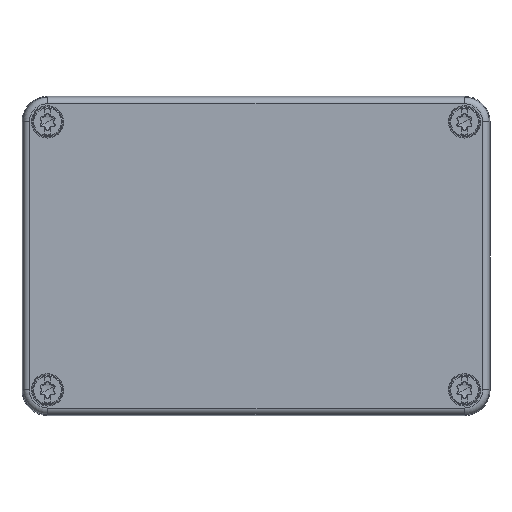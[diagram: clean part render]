
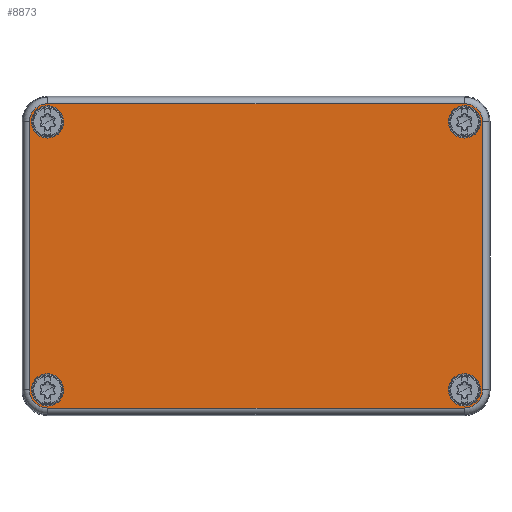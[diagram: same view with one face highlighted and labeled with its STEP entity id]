
A CAD part, top view. The second image highlights one B-rep face of the part: STEP entity #8873.
In plain terms, the highlighted planar face has unit normal (0, 0, 1).
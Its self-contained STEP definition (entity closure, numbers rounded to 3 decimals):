
#5657=AXIS2_PLACEMENT_3D('Circle Axis2P3D',#5655,#5656,$) ;
#5705=AXIS2_PLACEMENT_3D('Circle Axis2P3D',#5703,#5704,$) ;
#5753=AXIS2_PLACEMENT_3D('Circle Axis2P3D',#5751,#5752,$) ;
#5794=AXIS2_PLACEMENT_3D('Circle Axis2P3D',#5792,#5793,$) ;
#8771=AXIS2_PLACEMENT_3D('Circle Axis2P3D',#8769,#8770,$) ;
#8790=AXIS2_PLACEMENT_3D('Circle Axis2P3D',#8788,#8789,$) ;
#8803=AXIS2_PLACEMENT_3D('Plane Axis2P3D',#8800,#8801,#8802) ;
#8821=AXIS2_PLACEMENT_3D('Circle Axis2P3D',#8819,#8820,$) ;
#8830=AXIS2_PLACEMENT_3D('Circle Axis2P3D',#8828,#8829,$) ;
#8839=AXIS2_PLACEMENT_3D('Circle Axis2P3D',#8837,#8838,$) ;
#8848=AXIS2_PLACEMENT_3D('Circle Axis2P3D',#8846,#8847,$) ;
#8857=AXIS2_PLACEMENT_3D('Circle Axis2P3D',#8855,#8856,$) ;
#8866=AXIS2_PLACEMENT_3D('Circle Axis2P3D',#8864,#8865,$) ;
#5621=CARTESIAN_POINT('Vertex',(104.,73.264,56.5)) ;
#5628=CARTESIAN_POINT('Vertex',(6.,73.264,56.5)) ;
#5631=CARTESIAN_POINT('Line Origine',(59.017,73.264,56.5)) ;
#5652=CARTESIAN_POINT('Vertex',(1.736,69.,56.5)) ;
#5655=CARTESIAN_POINT('Axis2P3D Location',(6.,69.,56.5)) ;
#5676=CARTESIAN_POINT('Vertex',(1.736,6.,56.5)) ;
#5679=CARTESIAN_POINT('Line Origine',(1.736,37.5,56.5)) ;
#5700=CARTESIAN_POINT('Vertex',(6.,1.736,56.5)) ;
#5703=CARTESIAN_POINT('Axis2P3D Location',(6.,6.,56.5)) ;
#5724=CARTESIAN_POINT('Vertex',(104.,1.736,56.5)) ;
#5727=CARTESIAN_POINT('Line Origine',(55.,1.736,56.5)) ;
#5748=CARTESIAN_POINT('Vertex',(108.264,6.,56.5)) ;
#5751=CARTESIAN_POINT('Axis2P3D Location',(104.,6.,56.5)) ;
#5772=CARTESIAN_POINT('Vertex',(108.264,69.,56.5)) ;
#5775=CARTESIAN_POINT('Line Origine',(108.264,37.5,56.5)) ;
#5792=CARTESIAN_POINT('Axis2P3D Location',(104.,69.,56.5)) ;
#8766=CARTESIAN_POINT('Vertex',(105.822,9.335,56.5)) ;
#8769=CARTESIAN_POINT('Axis2P3D Location',(104.,6.,56.5)) ;
#8773=CARTESIAN_POINT('Vertex',(102.178,2.665,56.5)) ;
#8788=CARTESIAN_POINT('Axis2P3D Location',(104.,6.,56.5)) ;
#8800=CARTESIAN_POINT('Axis2P3D Location',(55.,37.5,56.5)) ;
#8819=CARTESIAN_POINT('Axis2P3D Location',(6.,6.,56.5)) ;
#8823=CARTESIAN_POINT('Vertex',(4.178,2.665,56.5)) ;
#8825=CARTESIAN_POINT('Vertex',(7.822,9.335,56.5)) ;
#8828=CARTESIAN_POINT('Axis2P3D Location',(6.,6.,56.5)) ;
#8837=CARTESIAN_POINT('Axis2P3D Location',(104.,69.,56.5)) ;
#8841=CARTESIAN_POINT('Vertex',(102.178,65.665,56.5)) ;
#8843=CARTESIAN_POINT('Vertex',(105.822,72.335,56.5)) ;
#8846=CARTESIAN_POINT('Axis2P3D Location',(104.,69.,56.5)) ;
#8855=CARTESIAN_POINT('Axis2P3D Location',(6.,69.,56.5)) ;
#8859=CARTESIAN_POINT('Vertex',(4.178,65.665,56.5)) ;
#8861=CARTESIAN_POINT('Vertex',(7.822,72.335,56.5)) ;
#8864=CARTESIAN_POINT('Axis2P3D Location',(6.,69.,56.5)) ;
#5632=DIRECTION('Vector Direction',(-1.,0.,0.)) ;
#5656=DIRECTION('Axis2P3D Direction',(0.,0.,-1.)) ;
#5680=DIRECTION('Vector Direction',(0.,-1.,0.)) ;
#5704=DIRECTION('Axis2P3D Direction',(0.,0.,-1.)) ;
#5728=DIRECTION('Vector Direction',(-1.,0.,0.)) ;
#5752=DIRECTION('Axis2P3D Direction',(0.,0.,-1.)) ;
#5776=DIRECTION('Vector Direction',(0.,1.,0.)) ;
#5793=DIRECTION('Axis2P3D Direction',(0.,0.,-1.)) ;
#8770=DIRECTION('Axis2P3D Direction',(0.,0.,1.)) ;
#8789=DIRECTION('Axis2P3D Direction',(0.,0.,1.)) ;
#8801=DIRECTION('Axis2P3D Direction',(0.,0.,-1.)) ;
#8802=DIRECTION('Axis2P3D XDirection',(1.,0.,0.)) ;
#8820=DIRECTION('Axis2P3D Direction',(0.,0.,-1.)) ;
#8829=DIRECTION('Axis2P3D Direction',(0.,0.,-1.)) ;
#8838=DIRECTION('Axis2P3D Direction',(0.,0.,-1.)) ;
#8847=DIRECTION('Axis2P3D Direction',(0.,0.,-1.)) ;
#8856=DIRECTION('Axis2P3D Direction',(0.,0.,-1.)) ;
#8865=DIRECTION('Axis2P3D Direction',(0.,0.,-1.)) ;
#5633=VECTOR('Line Direction',#5632,1.) ;
#5681=VECTOR('Line Direction',#5680,1.) ;
#5729=VECTOR('Line Direction',#5728,1.) ;
#5777=VECTOR('Line Direction',#5776,1.) ;
#8806=ORIENTED_EDGE('',*,*,#5635,.T.) ;
#8807=ORIENTED_EDGE('',*,*,#5659,.T.) ;
#8808=ORIENTED_EDGE('',*,*,#5683,.T.) ;
#8809=ORIENTED_EDGE('',*,*,#5707,.T.) ;
#8810=ORIENTED_EDGE('',*,*,#5731,.T.) ;
#8811=ORIENTED_EDGE('',*,*,#5755,.T.) ;
#8812=ORIENTED_EDGE('',*,*,#5779,.T.) ;
#8813=ORIENTED_EDGE('',*,*,#5796,.T.) ;
#8816=ORIENTED_EDGE('',*,*,#8792,.T.) ;
#8817=ORIENTED_EDGE('',*,*,#8775,.T.) ;
#8834=ORIENTED_EDGE('',*,*,#8827,.T.) ;
#8835=ORIENTED_EDGE('',*,*,#8832,.T.) ;
#8852=ORIENTED_EDGE('',*,*,#8845,.T.) ;
#8853=ORIENTED_EDGE('',*,*,#8850,.T.) ;
#8870=ORIENTED_EDGE('',*,*,#8863,.T.) ;
#8871=ORIENTED_EDGE('',*,*,#8868,.T.) ;
#8818=FACE_BOUND('',#8815,.T.) ;
#8836=FACE_BOUND('',#8833,.T.) ;
#8854=FACE_BOUND('',#8851,.T.) ;
#8872=FACE_BOUND('',#8869,.T.) ;
#8873=ADVANCED_FACE('Hauptk\X2\00F6\X0\rper',(#8814,#8818,#8836,#8854,#8872),#8804,.F.) ;
#5658=CIRCLE('generated circle',#5657,4.264) ;
#5706=CIRCLE('generated circle',#5705,4.264) ;
#5754=CIRCLE('generated circle',#5753,4.264) ;
#5795=CIRCLE('generated circle',#5794,4.264) ;
#8772=CIRCLE('generated circle',#8771,3.8) ;
#8791=CIRCLE('generated circle',#8790,3.8) ;
#8822=CIRCLE('generated circle',#8821,3.8) ;
#8831=CIRCLE('generated circle',#8830,3.8) ;
#8840=CIRCLE('generated circle',#8839,3.8) ;
#8849=CIRCLE('generated circle',#8848,3.8) ;
#8858=CIRCLE('generated circle',#8857,3.8) ;
#8867=CIRCLE('generated circle',#8866,3.8) ;
#5635=EDGE_CURVE('',#5622,#5629,#5634,.T.) ;
#5659=EDGE_CURVE('',#5629,#5653,#5658,.F.) ;
#5683=EDGE_CURVE('',#5653,#5677,#5682,.T.) ;
#5707=EDGE_CURVE('',#5677,#5701,#5706,.F.) ;
#5731=EDGE_CURVE('',#5701,#5725,#5730,.F.) ;
#5755=EDGE_CURVE('',#5725,#5749,#5754,.F.) ;
#5779=EDGE_CURVE('',#5749,#5773,#5778,.T.) ;
#5796=EDGE_CURVE('',#5773,#5622,#5795,.F.) ;
#8775=EDGE_CURVE('',#8774,#8767,#8772,.F.) ;
#8792=EDGE_CURVE('',#8767,#8774,#8791,.F.) ;
#8827=EDGE_CURVE('',#8824,#8826,#8822,.T.) ;
#8832=EDGE_CURVE('',#8826,#8824,#8831,.T.) ;
#8845=EDGE_CURVE('',#8842,#8844,#8840,.T.) ;
#8850=EDGE_CURVE('',#8844,#8842,#8849,.T.) ;
#8863=EDGE_CURVE('',#8860,#8862,#8858,.T.) ;
#8868=EDGE_CURVE('',#8862,#8860,#8867,.T.) ;
#8805=EDGE_LOOP('',(#8806,#8807,#8808,#8809,#8810,#8811,#8812,#8813)) ;
#8815=EDGE_LOOP('',(#8816,#8817)) ;
#8833=EDGE_LOOP('',(#8834,#8835)) ;
#8851=EDGE_LOOP('',(#8852,#8853)) ;
#8869=EDGE_LOOP('',(#8870,#8871)) ;
#8814=FACE_OUTER_BOUND('',#8805,.T.) ;
#5634=LINE('Line',#5631,#5633) ;
#5682=LINE('Line',#5679,#5681) ;
#5730=LINE('Line',#5727,#5729) ;
#5778=LINE('Line',#5775,#5777) ;
#8804=PLANE('',#8803) ;
#5622=VERTEX_POINT('',#5621) ;
#5629=VERTEX_POINT('',#5628) ;
#5653=VERTEX_POINT('',#5652) ;
#5677=VERTEX_POINT('',#5676) ;
#5701=VERTEX_POINT('',#5700) ;
#5725=VERTEX_POINT('',#5724) ;
#5749=VERTEX_POINT('',#5748) ;
#5773=VERTEX_POINT('',#5772) ;
#8767=VERTEX_POINT('',#8766) ;
#8774=VERTEX_POINT('',#8773) ;
#8824=VERTEX_POINT('',#8823) ;
#8826=VERTEX_POINT('',#8825) ;
#8842=VERTEX_POINT('',#8841) ;
#8844=VERTEX_POINT('',#8843) ;
#8860=VERTEX_POINT('',#8859) ;
#8862=VERTEX_POINT('',#8861) ;
